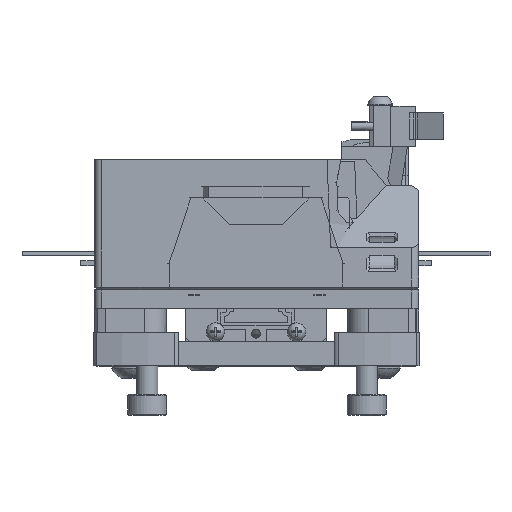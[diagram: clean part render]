
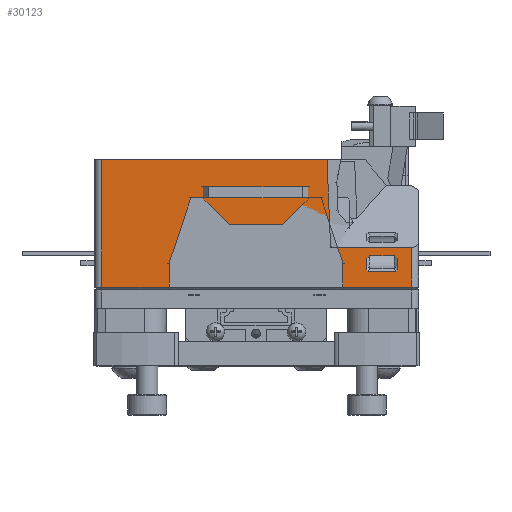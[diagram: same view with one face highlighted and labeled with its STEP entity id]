
A CAD part, top view. The second image highlights one B-rep face of the part: STEP entity #30123.
In plain terms, the highlighted planar face has unit normal (0, 0, 1).
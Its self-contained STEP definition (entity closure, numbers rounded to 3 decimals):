
#1075=FACE_BOUND('',#5803,.T.);
#1966=PLANE('',#33136);
#4005=FACE_OUTER_BOUND('',#5802,.T.);
#5802=EDGE_LOOP('',(#28005,#28006,#28007,#28008,#28009,#28010));
#5803=EDGE_LOOP('',(#28011,#28012,#28013,#28014,#28015,#28016,#28017,#28018));
#8372=LINE('',#58958,#11164);
#8419=LINE('',#59057,#11211);
#8575=LINE('',#59451,#11367);
#8576=LINE('',#59454,#11368);
#8577=LINE('',#59455,#11369);
#8578=LINE('',#59456,#11370);
#8579=LINE('',#59459,#11371);
#8580=LINE('',#59461,#11372);
#8581=LINE('',#59463,#11373);
#8582=LINE('',#59465,#11374);
#8583=LINE('',#59467,#11375);
#8584=LINE('',#59469,#11376);
#8585=LINE('',#59471,#11377);
#8586=LINE('',#59472,#11378);
#11164=VECTOR('',#41008,10.);
#11211=VECTOR('',#41071,10.);
#11367=VECTOR('',#41461,10.);
#11368=VECTOR('',#41464,10.);
#11369=VECTOR('',#41465,10.);
#11370=VECTOR('',#41466,10.);
#11371=VECTOR('',#41467,10.);
#11372=VECTOR('',#41468,10.);
#11373=VECTOR('',#41469,10.);
#11374=VECTOR('',#41470,10.);
#11375=VECTOR('',#41471,10.);
#11376=VECTOR('',#41472,10.);
#11377=VECTOR('',#41473,10.);
#11378=VECTOR('',#41474,10.);
#15225=VERTEX_POINT('',#58955);
#15226=VERTEX_POINT('',#58957);
#15269=VERTEX_POINT('',#59054);
#15270=VERTEX_POINT('',#59056);
#15391=VERTEX_POINT('',#59449);
#15392=VERTEX_POINT('',#59453);
#15393=VERTEX_POINT('',#59457);
#15394=VERTEX_POINT('',#59458);
#15395=VERTEX_POINT('',#59460);
#15396=VERTEX_POINT('',#59462);
#15397=VERTEX_POINT('',#59464);
#15398=VERTEX_POINT('',#59466);
#15399=VERTEX_POINT('',#59468);
#15400=VERTEX_POINT('',#59470);
#19383=EDGE_CURVE('',#15226,#15225,#8372,.T.);
#19432=EDGE_CURVE('',#15269,#15270,#8419,.F.);
#19629=EDGE_CURVE('',#15391,#15269,#8575,.T.);
#19630=EDGE_CURVE('',#15392,#15391,#8576,.T.);
#19631=EDGE_CURVE('',#15226,#15392,#8577,.T.);
#19632=EDGE_CURVE('',#15225,#15270,#8578,.T.);
#19633=EDGE_CURVE('',#15393,#15394,#8579,.T.);
#19634=EDGE_CURVE('',#15394,#15395,#8580,.T.);
#19635=EDGE_CURVE('',#15395,#15396,#8581,.T.);
#19636=EDGE_CURVE('',#15397,#15396,#8582,.T.);
#19637=EDGE_CURVE('',#15398,#15397,#8583,.T.);
#19638=EDGE_CURVE('',#15399,#15398,#8584,.T.);
#19639=EDGE_CURVE('',#15399,#15400,#8585,.T.);
#19640=EDGE_CURVE('',#15400,#15393,#8586,.T.);
#28005=ORIENTED_EDGE('',*,*,#19630,.F.);
#28006=ORIENTED_EDGE('',*,*,#19631,.F.);
#28007=ORIENTED_EDGE('',*,*,#19383,.T.);
#28008=ORIENTED_EDGE('',*,*,#19632,.T.);
#28009=ORIENTED_EDGE('',*,*,#19432,.F.);
#28010=ORIENTED_EDGE('',*,*,#19629,.F.);
#28011=ORIENTED_EDGE('',*,*,#19633,.T.);
#28012=ORIENTED_EDGE('',*,*,#19634,.T.);
#28013=ORIENTED_EDGE('',*,*,#19635,.T.);
#28014=ORIENTED_EDGE('',*,*,#19636,.F.);
#28015=ORIENTED_EDGE('',*,*,#19637,.F.);
#28016=ORIENTED_EDGE('',*,*,#19638,.F.);
#28017=ORIENTED_EDGE('',*,*,#19639,.T.);
#28018=ORIENTED_EDGE('',*,*,#19640,.T.);
#30123=ADVANCED_FACE('',(#4005,#1075),#1966,.F.);
#33136=AXIS2_PLACEMENT_3D('',#59452,#41462,#41463);
#41008=DIRECTION('',(-1.,0.,0.));
#41071=DIRECTION('',(-1.,0.,0.));
#41461=DIRECTION('',(0.,1.,0.));
#41462=DIRECTION('center_axis',(0.,0.,
-1.));
#41463=DIRECTION('ref_axis',(0.,1.,0.));
#41464=DIRECTION('',(-1.,0.,0.));
#41465=DIRECTION('',(0.,-1.,0.));
#41466=DIRECTION('',(-0.041,0.999,0.));
#41467=DIRECTION('',(1.,0.,0.));
#41468=DIRECTION('',(0.707,-0.707,0.));
#41469=DIRECTION('',(0.,-1.,0.));
#41470=DIRECTION('',(0.707,0.707,0.));
#41471=DIRECTION('',(1.,0.,0.));
#41472=DIRECTION('',(0.707,-0.707,0.));
#41473=DIRECTION('',(0.,1.,0.));
#41474=DIRECTION('',(0.707,0.707,0.));
#58955=CARTESIAN_POINT('',(10.54,-11.75,69.089));
#58957=CARTESIAN_POINT('',(21.989,-11.75,69.089));
#58958=CARTESIAN_POINT('',(-19.226,-11.75,69.089));
#59054=CARTESIAN_POINT('',(-21.771,0.65,69.089));
#59056=CARTESIAN_POINT('',(10.027,0.65,69.089));
#59057=CARTESIAN_POINT('',(-10.051,0.65,69.089));
#59449=CARTESIAN_POINT('',(-21.771,-17.35,69.089));
#59451=CARTESIAN_POINT('',(-21.771,-20.683,69.089));
#59452=CARTESIAN_POINT('Origin',(-20.051,-17.683,69.089));
#59453=CARTESIAN_POINT('',(21.989,-17.35,69.089));
#59454=CARTESIAN_POINT('',(-10.008,-17.35,69.089));
#59455=CARTESIAN_POINT('',(21.989,-11.324,69.089));
#59456=CARTESIAN_POINT('',(10.351,-7.189,69.089));
#59457=CARTESIAN_POINT('',(16.05,-12.95,69.089));
#59458=CARTESIAN_POINT('',(19.55,-12.95,69.089));
#59459=CARTESIAN_POINT('',(17.8,-12.95,69.089));
#59460=CARTESIAN_POINT('',(19.95,-13.35,69.089));
#59461=CARTESIAN_POINT('',(19.75,-13.15,69.089));
#59462=CARTESIAN_POINT('',(19.95,-14.916,69.089));
#59463=CARTESIAN_POINT('',(19.95,-14.202,69.089));
#59464=CARTESIAN_POINT('',(19.716,-15.15,69.089));
#59465=CARTESIAN_POINT('',(19.716,-15.15,69.089));
#59466=CARTESIAN_POINT('',(15.885,-15.15,69.089));
#59467=CARTESIAN_POINT('',(17.8,-15.15,69.089));
#59468=CARTESIAN_POINT('',(15.65,-14.916,69.089));
#59469=CARTESIAN_POINT('',(15.65,-14.916,69.089));
#59470=CARTESIAN_POINT('',(15.65,-13.35,69.089));
#59471=CARTESIAN_POINT('',(15.65,-13.881,69.089));
#59472=CARTESIAN_POINT('',(15.85,-13.15,69.089));
